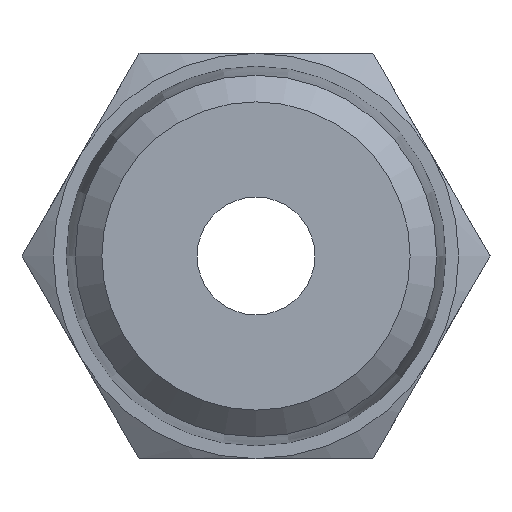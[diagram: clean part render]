
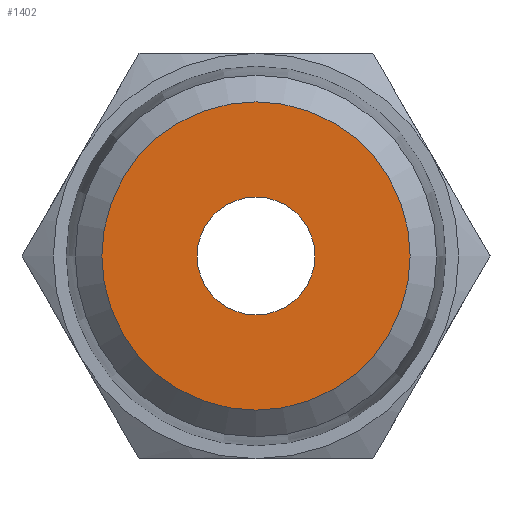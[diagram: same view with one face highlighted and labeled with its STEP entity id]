
A CAD part, front view. The second image highlights one B-rep face of the part: STEP entity #1402.
In plain terms, the highlighted planar face has unit normal (0, -1, 0).
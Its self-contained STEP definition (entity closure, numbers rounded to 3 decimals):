
#1375=CARTESIAN_POINT('',(-2.892,0.,0.0));
#1376=DIRECTION('',(0.0,-1.0,0.0));
#1377=DIRECTION('',(0.0,0.0,-1.0));
#1378=AXIS2_PLACEMENT_3D('',#1375,#1376,#1377);
#1379=PLANE('',#1378);
#1380=CARTESIAN_POINT('',(-4.184,0.,0.0));
#1381=VERTEX_POINT('',#1380);
#1382=CARTESIAN_POINT('',(0.0,0.,0.0));
#1383=DIRECTION('',(0.0,1.0,0.0));
#1384=DIRECTION('',(-1.0,0.0,0.0));
#1385=AXIS2_PLACEMENT_3D('',#1382,#1383,#1384);
#1386=CIRCLE('',#1385,4.184);
#1387=EDGE_CURVE('',#1381,#1381,#1386,.T.);
#1388=ORIENTED_EDGE('',*,*,#1387,.F.);
#1389=EDGE_LOOP('',(#1388));
#1390=FACE_OUTER_BOUND('',#1389,.T.);
#1391=CARTESIAN_POINT('',(-1.6,0.,0.0));
#1392=VERTEX_POINT('',#1391);
#1393=CARTESIAN_POINT('',(0.0,0.,0.0));
#1394=DIRECTION('',(0.0,1.0,0.0));
#1395=DIRECTION('',(-1.0,0.0,0.0));
#1396=AXIS2_PLACEMENT_3D('',#1393,#1394,#1395);
#1397=CIRCLE('',#1396,1.6);
#1398=EDGE_CURVE('',#1392,#1392,#1397,.T.);
#1399=ORIENTED_EDGE('',*,*,#1398,.T.);
#1400=EDGE_LOOP('',(#1399));
#1401=FACE_BOUND('',#1400,.T.);
#1402=ADVANCED_FACE('',(#1390,#1401),#1379,.T.);
